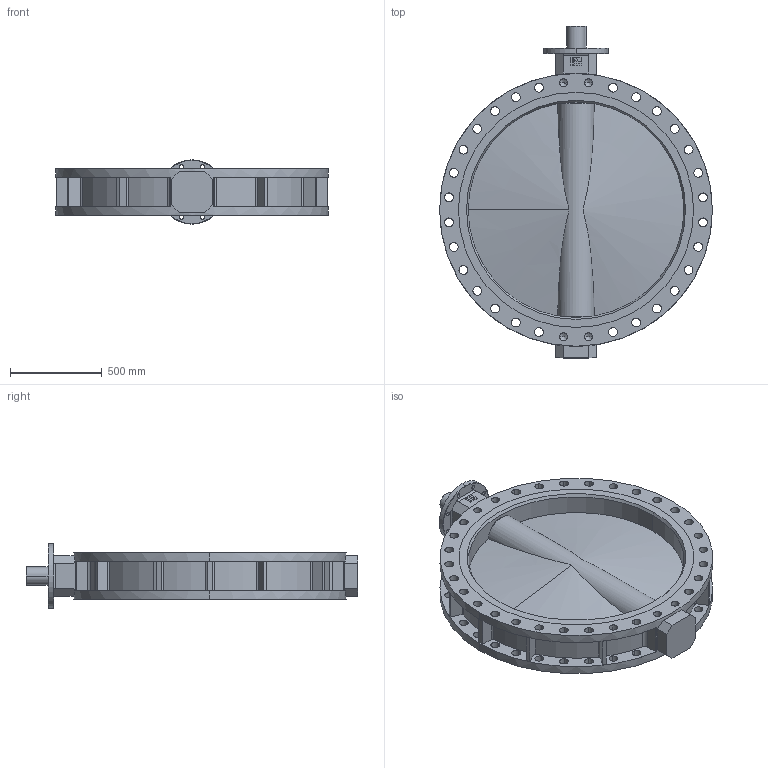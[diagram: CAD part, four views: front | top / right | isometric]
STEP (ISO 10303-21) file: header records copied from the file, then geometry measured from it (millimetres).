
FILE_DESCRIPTION (( 'STEP AP214' ), '1' );
FILE_NAME ('D41200._3.step', '2013-07-30T15:19:36', ( 'mbuehlmann' ), ( '' ), 'SwSTEP 2.0', 'SolidWorks 2012', '' );
FILE_SCHEMA (( 'AUTOMOTIVE_DESIGN' ));
Length unit declared in the file: millimetre
Products named in the file (6): ia-Logo40; ia-scheibe250_ia-scheibe1200; ia-Dichtungbasic_Dichtung1200; ia-Keil_ia-Keil1200; BO.D41200._3; D41200._3
Assembly tree (5 placements, depth 2):
  D41200._3
    BO.D41200._3
    ia-Keil_ia-Keil1200
    ia-Dichtungbasic_Dichtung1200
    ia-scheibe250_ia-scheibe1200
    ia-Logo40
Bounding box: 1485 x 1807 x 350 mm (x, y, z)
Volume: 205480200.6 mm3; surface area: 9670103.7 mm2
Topology: 5 solids, 5 shells, 345 faces, 963 edges, 622 vertices
Faces by surface type: cylinder 206, plane 93, cone 32, torus 12, sphere 2
Entity records: 12210 total; most frequent: CARTESIAN_POINT 2426, DIRECTION 2064, ORIENTED_EDGE 1888, EDGE_CURVE 944, AXIS2_PLACEMENT_3D 807, VERTEX_POINT 621, EDGE_LOOP 491, CIRCLE 454
